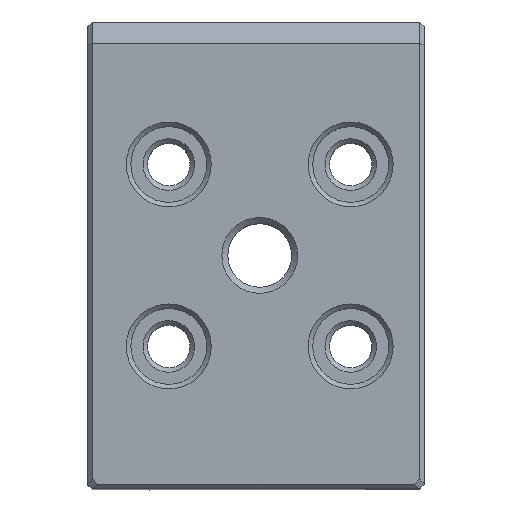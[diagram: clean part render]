
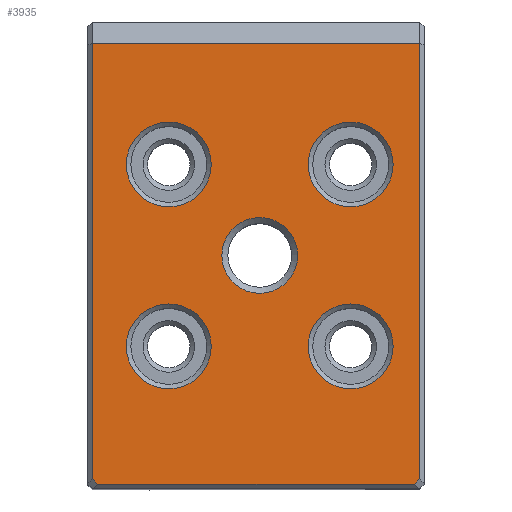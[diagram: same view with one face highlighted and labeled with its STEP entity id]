
A CAD part, top view. The second image highlights one B-rep face of the part: STEP entity #3935.
In plain terms, the highlighted planar face has unit normal (0, 0, 1).
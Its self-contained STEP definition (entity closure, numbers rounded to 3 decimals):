
#106=CIRCLE('',#4134,2.8);
#107=CIRCLE('',#4136,2.8);
#108=CIRCLE('',#4138,2.8);
#109=CIRCLE('',#4140,2.8);
#110=CIRCLE('',#4142,2.5);
#149=FACE_BOUND('',#738,.T.);
#150=FACE_BOUND('',#739,.T.);
#151=FACE_BOUND('',#740,.T.);
#152=FACE_BOUND('',#741,.T.);
#153=FACE_BOUND('',#742,.T.);
#495=FACE_OUTER_BOUND('',#737,.T.);
#737=EDGE_LOOP('',(#3238,#3239,#3240,#3241,#3242,#3243));
#738=EDGE_LOOP('',(#3244));
#739=EDGE_LOOP('',(#3245));
#740=EDGE_LOOP('',(#3246));
#741=EDGE_LOOP('',(#3247));
#742=EDGE_LOOP('',(#3248));
#1074=LINE('',#6987,#1437);
#1076=LINE('',#6992,#1439);
#1077=LINE('',#6993,#1440);
#1078=LINE('',#6995,#1441);
#1079=LINE('',#6997,#1442);
#1080=LINE('',#6998,#1443);
#1437=VECTOR('',#4747,28.733);
#1439=VECTOR('',#4751,20.855);
#1440=VECTOR('',#4752,0.52);
#1441=VECTOR('',#4753,21.59);
#1442=VECTOR('',#4754,28.733);
#1443=VECTOR('',#4755,0.52);
#1826=VERTEX_POINT('',#6941);
#1827=VERTEX_POINT('',#6945);
#1828=VERTEX_POINT('',#6949);
#1829=VERTEX_POINT('',#6953);
#1830=VERTEX_POINT('',#6957);
#1835=VERTEX_POINT('',#6982);
#1836=VERTEX_POINT('',#6986);
#1837=VERTEX_POINT('',#6990);
#1838=VERTEX_POINT('',#6991);
#1839=VERTEX_POINT('',#6994);
#1840=VERTEX_POINT('',#6996);
#2304=EDGE_CURVE('',#1826,#1826,#106,.T.);
#2306=EDGE_CURVE('',#1827,#1827,#107,.T.);
#2308=EDGE_CURVE('',#1828,#1828,#108,.T.);
#2310=EDGE_CURVE('',#1829,#1829,#109,.T.);
#2312=EDGE_CURVE('',#1830,#1830,#110,.T.);
#2326=EDGE_CURVE('',#1836,#1835,#1074,.T.);
#2328=EDGE_CURVE('',#1837,#1838,#1076,.T.);
#2329=EDGE_CURVE('',#1838,#1836,#1077,.T.);
#2330=EDGE_CURVE('',#1835,#1839,#1078,.T.);
#2331=EDGE_CURVE('',#1839,#1840,#1079,.T.);
#2332=EDGE_CURVE('',#1840,#1837,#1080,.T.);
#3238=ORIENTED_EDGE('',*,*,#2328,.T.);
#3239=ORIENTED_EDGE('',*,*,#2329,.T.);
#3240=ORIENTED_EDGE('',*,*,#2326,.T.);
#3241=ORIENTED_EDGE('',*,*,#2330,.T.);
#3242=ORIENTED_EDGE('',*,*,#2331,.T.);
#3243=ORIENTED_EDGE('',*,*,#2332,.T.);
#3244=ORIENTED_EDGE('',*,*,#2304,.T.);
#3245=ORIENTED_EDGE('',*,*,#2312,.T.);
#3246=ORIENTED_EDGE('',*,*,#2310,.T.);
#3247=ORIENTED_EDGE('',*,*,#2308,.T.);
#3248=ORIENTED_EDGE('',*,*,#2306,.T.);
#3742=PLANE('',#4155);
#3935=ADVANCED_FACE('',(#495,#149,#150,#151,#152,#153),#3742,.F.);
#4134=AXIS2_PLACEMENT_3D('',#6943,#4692,#4693);
#4136=AXIS2_PLACEMENT_3D('',#6947,#4697,#4698);
#4138=AXIS2_PLACEMENT_3D('',#6951,#4702,#4703);
#4140=AXIS2_PLACEMENT_3D('',#6955,#4707,#4708);
#4142=AXIS2_PLACEMENT_3D('',#6959,#4712,#4713);
#4155=AXIS2_PLACEMENT_3D('',#6989,#4749,#4750);
#4692=DIRECTION('center_axis',(0.,0.,-1.));
#4693=DIRECTION('ref_axis',(0.,-1.,0.));
#4697=DIRECTION('center_axis',(0.,0.,-1.));
#4698=DIRECTION('ref_axis',(0.,-1.,0.));
#4702=DIRECTION('center_axis',(0.,0.,-1.));
#4703=DIRECTION('ref_axis',(0.,-1.,0.));
#4707=DIRECTION('center_axis',(0.,0.,-1.));
#4708=DIRECTION('ref_axis',(0.,-1.,0.));
#4712=DIRECTION('center_axis',(0.,0.,-1.));
#4713=DIRECTION('ref_axis',(0.,-1.,0.));
#4747=DIRECTION('',(0.,1.,0.));
#4749=DIRECTION('center_axis',(0.,0.,-1.));
#4750=DIRECTION('ref_axis',(0.,-1.,0.));
#4751=DIRECTION('',(1.,0.,0.));
#4752=DIRECTION('',(0.707,0.707,0.));
#4753=DIRECTION('',(-1.,0.,0.));
#4754=DIRECTION('',(0.,-1.,0.));
#4755=DIRECTION('',(0.707,-0.707,0.));
#6941=CARTESIAN_POINT('',(8.402,8.798,62.5));
#6943=CARTESIAN_POINT('Origin',(8.402,5.998,62.5));
#6945=CARTESIAN_POINT('',(8.402,-3.202,62.5));
#6947=CARTESIAN_POINT('Origin',(8.402,-6.002,62.5));
#6949=CARTESIAN_POINT('',(-3.598,-3.202,62.5));
#6951=CARTESIAN_POINT('Origin',(-3.598,-6.002,62.5));
#6953=CARTESIAN_POINT('',(-3.598,8.798,62.5));
#6955=CARTESIAN_POINT('Origin',(-3.598,5.998,62.5));
#6957=CARTESIAN_POINT('',(-0.098,-0.002,62.5));
#6959=CARTESIAN_POINT('Origin',(2.402,-0.002,62.5));
#6982=CARTESIAN_POINT('',(12.95,13.998,62.5));
#6986=CARTESIAN_POINT('',(12.95,-14.734,62.5));
#6987=CARTESIAN_POINT('',(12.95,-14.734,62.5));
#6989=CARTESIAN_POINT('Origin',(46.779,13.998,62.5));
#6990=CARTESIAN_POINT('',(-8.273,-15.102,62.5));
#6991=CARTESIAN_POINT('',(12.582,-15.102,62.5));
#6992=CARTESIAN_POINT('',(-8.273,-15.102,62.5));
#6993=CARTESIAN_POINT('',(12.582,-15.102,62.5));
#6994=CARTESIAN_POINT('',(-8.64,13.998,62.5));
#6995=CARTESIAN_POINT('',(12.95,13.998,62.5));
#6996=CARTESIAN_POINT('',(-8.64,-14.734,62.5));
#6997=CARTESIAN_POINT('',(-8.64,13.998,62.5));
#6998=CARTESIAN_POINT('',(-8.64,-14.734,62.5));
